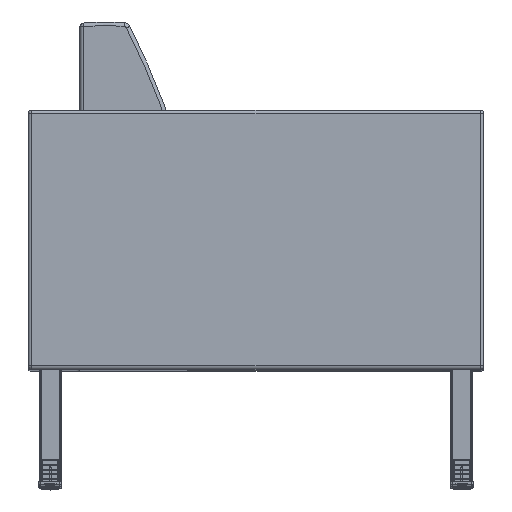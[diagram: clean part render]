
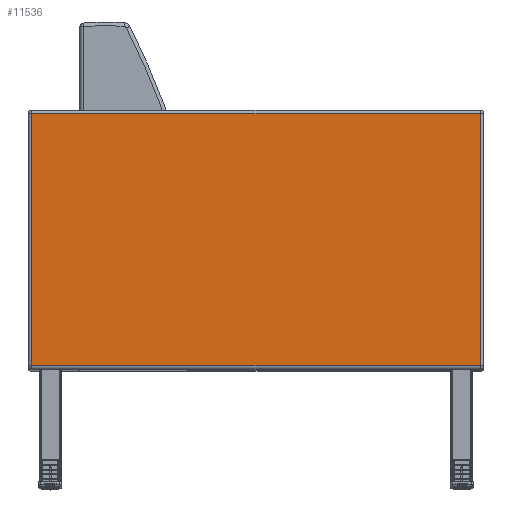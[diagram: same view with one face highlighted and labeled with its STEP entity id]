
A CAD part, top view. The second image highlights one B-rep face of the part: STEP entity #11536.
In plain terms, the highlighted planar face has unit normal (0, 0, 1).
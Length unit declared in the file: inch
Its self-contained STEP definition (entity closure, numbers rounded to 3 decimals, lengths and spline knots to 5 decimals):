
#1045=PLANE('',#12417);
#1273=LINE('',#17232,#1950);
#1275=LINE('',#17235,#1952);
#1285=LINE('',#17250,#1962);
#1287=LINE('',#17253,#1964);
#1950=VECTOR('',#13822,30.25);
#1952=VECTOR('',#13826,17.);
#1962=VECTOR('',#13846,17.);
#1964=VECTOR('',#13850,30.25);
#2898=FACE_OUTER_BOUND('',#3745,.T.);
#3745=EDGE_LOOP('',(#8053,#8054,#8055,#8056));
#5247=VERTEX_POINT('',#17168);
#5253=VERTEX_POINT('',#17182);
#5256=VERTEX_POINT('',#17189);
#5265=VERTEX_POINT('',#17210);
#6244=EDGE_CURVE('',#5256,#5265,#1273,.T.);
#6246=EDGE_CURVE('',#5265,#5253,#1275,.T.);
#6256=EDGE_CURVE('',#5247,#5256,#1285,.T.);
#6258=EDGE_CURVE('',#5253,#5247,#1287,.T.);
#8053=ORIENTED_EDGE('',*,*,#6244,.F.);
#8054=ORIENTED_EDGE('',*,*,#6256,.F.);
#8055=ORIENTED_EDGE('',*,*,#6258,.F.);
#8056=ORIENTED_EDGE('',*,*,#6246,.F.);
#11536=ADVANCED_FACE('',(#2898),#1045,.T.);
#12417=AXIS2_PLACEMENT_3D('',#17261,#13862,#13863);
#13822=DIRECTION('',(1.,0.,0.));
#13826=DIRECTION('',(0.,-1.,0.));
#13846=DIRECTION('',(0.,1.,0.));
#13850=DIRECTION('',(-1.,0.,0.));
#13862=DIRECTION('center_axis',(0.,0.,1.));
#13863=DIRECTION('ref_axis',(1.,0.,0.));
#17168=CARTESIAN_POINT('',(0.25,-17.25,3.5));
#17182=CARTESIAN_POINT('',(30.5,-17.25,3.5));
#17189=CARTESIAN_POINT('',(0.25,-0.25,3.5));
#17210=CARTESIAN_POINT('',(30.5,-0.25,3.5));
#17232=CARTESIAN_POINT('',(23.0625,-0.25,3.5));
#17235=CARTESIAN_POINT('',(30.5,-13.125,3.5));
#17250=CARTESIAN_POINT('',(0.25,-4.375,3.5));
#17253=CARTESIAN_POINT('',(7.6875,-17.25,3.5));
#17261=CARTESIAN_POINT('Origin',(15.375,-8.75,3.5));
